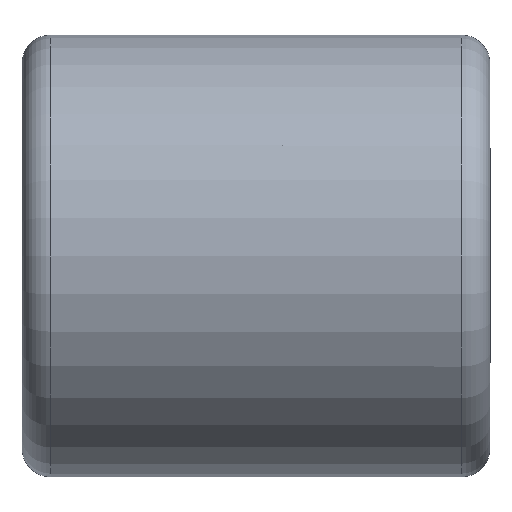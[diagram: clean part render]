
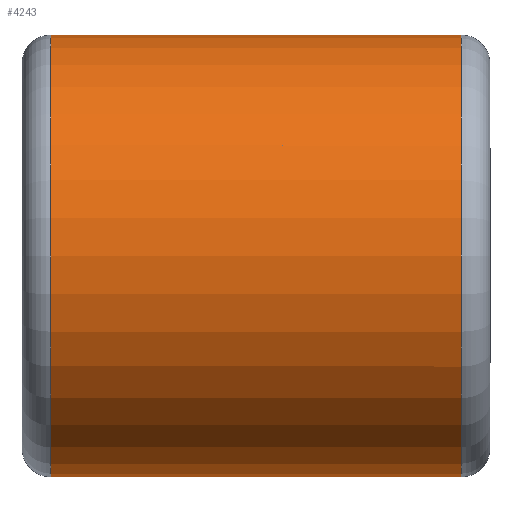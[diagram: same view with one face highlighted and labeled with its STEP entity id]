
A CAD part, front view. The second image highlights one B-rep face of the part: STEP entity #4243.
In plain terms, the highlighted cylindrical face has radius 42.5 mm (diameter 85 mm), a partial arc.
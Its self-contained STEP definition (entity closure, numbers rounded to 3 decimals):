
#177 = EDGE_CURVE ( 'NONE', #4325, #3683, #226, .T. ) ;
#212 = CARTESIAN_POINT ( 'NONE',  ( -57.637, 0., 249.487 ) ) ;
#226 = CIRCLE ( 'NONE', #372, 42.5 ) ;
#281 = ORIENTED_EDGE ( 'NONE', *, *, #177, .T. ) ;
#372 = AXIS2_PLACEMENT_3D ( 'NONE', #4511, #2996, #4464 ) ;
#387 = ORIENTED_EDGE ( 'NONE', *, *, #2331, .T. ) ;
#495 = EDGE_CURVE ( 'NONE', #3683, #3572, #3809, .T. ) ;
#524 = ORIENTED_EDGE ( 'NONE', *, *, #4658, .F. ) ;
#582 = DIRECTION ( 'NONE',  ( 1., 0., 0. ) ) ;
#872 = CARTESIAN_POINT ( 'NONE',  ( -39.5, 0., 249.487 ) ) ;
#1050 = FACE_OUTER_BOUND ( 'NONE', #2520, .T. ) ;
#1156 = CARTESIAN_POINT ( 'NONE',  ( 39.5, 0., 334.487 ) ) ;
#1273 = CARTESIAN_POINT ( 'NONE',  ( -57.637, 0., 334.487 ) ) ;
#1408 = CARTESIAN_POINT ( 'NONE',  ( -39.5, 0., 334.487 ) ) ;
#1420 = CYLINDRICAL_SURFACE ( 'NONE', #3521, 42.5 ) ;
#1483 = ORIENTED_EDGE ( 'NONE', *, *, #495, .T. ) ;
#1652 = DIRECTION ( 'NONE',  ( -1., 0., 0. ) ) ;
#2331 = EDGE_CURVE ( 'NONE', #3572, #3697, #4625, .T. ) ;
#2346 = DIRECTION ( 'NONE',  ( -1., 0., 0. ) ) ;
#2467 = DIRECTION ( 'NONE',  ( 0., 0., -1. ) ) ;
#2480 = DIRECTION ( 'NONE',  ( -1., 0., 0. ) ) ;
#2508 = CARTESIAN_POINT ( 'NONE',  ( 39.5, 0., 249.487 ) ) ;
#2520 = EDGE_LOOP ( 'NONE', ( #524, #281, #1483, #387 ) ) ;
#2642 = VECTOR ( 'NONE', #2346, 1000. ) ;
#2820 = VECTOR ( 'NONE', #1652, 1000. ) ;
#2996 = DIRECTION ( 'NONE',  ( -1., 0., 0. ) ) ;
#3521 = AXIS2_PLACEMENT_3D ( 'NONE', #3927, #2480, #4309 ) ;
#3572 = VERTEX_POINT ( 'NONE', #1408 ) ;
#3683 = VERTEX_POINT ( 'NONE', #1156 ) ;
#3697 = VERTEX_POINT ( 'NONE', #872 ) ;
#3706 = AXIS2_PLACEMENT_3D ( 'NONE', #4583, #582, #2467 ) ;
#3809 = LINE ( 'NONE', #1273, #2642 ) ;
#3927 = CARTESIAN_POINT ( 'NONE',  ( -57.637, 0., 291.987 ) ) ;
#4243 = ADVANCED_FACE ( 'NONE', ( #1050 ), #1420, .T. ) ;
#4309 = DIRECTION ( 'NONE',  ( 0., 0., 1. ) ) ;
#4325 = VERTEX_POINT ( 'NONE', #2508 ) ;
#4464 = DIRECTION ( 'NONE',  ( 0., 0., 1. ) ) ;
#4506 = LINE ( 'NONE', #212, #2820 ) ;
#4511 = CARTESIAN_POINT ( 'NONE',  ( 39.5, 0., 291.987 ) ) ;
#4583 = CARTESIAN_POINT ( 'NONE',  ( -39.5, 0., 291.987 ) ) ;
#4625 = CIRCLE ( 'NONE', #3706, 42.5 ) ;
#4658 = EDGE_CURVE ( 'NONE', #4325, #3697, #4506, .T. ) ;
